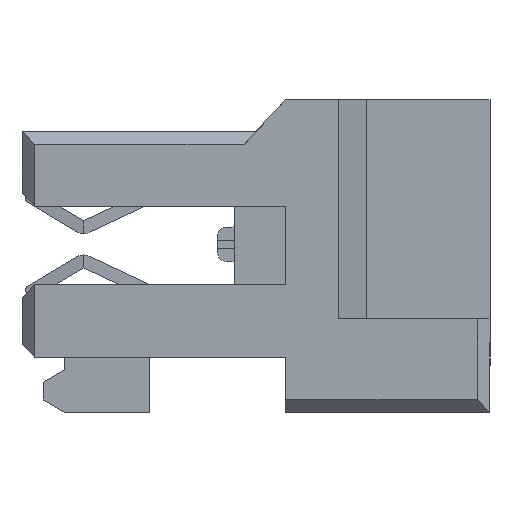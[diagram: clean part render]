
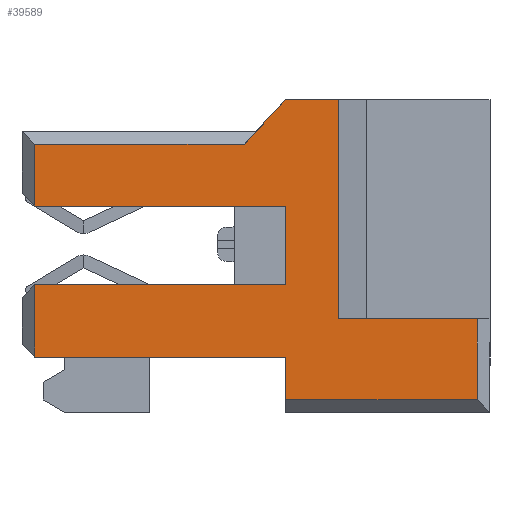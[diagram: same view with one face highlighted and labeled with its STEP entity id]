
A CAD part, left-side view. The second image highlights one B-rep face of the part: STEP entity #39589.
In plain terms, the highlighted face is planar.
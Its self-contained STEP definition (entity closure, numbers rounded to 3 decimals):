
#2910=ORIENTED_EDGE('',*,*,#11568,.T.);
#2911=ORIENTED_EDGE('',*,*,#10857,.T.);
#2912=ORIENTED_EDGE('',*,*,#11574,.T.);
#2913=ORIENTED_EDGE('',*,*,#11575,.T.);
#2914=ORIENTED_EDGE('',*,*,#11023,.T.);
#2915=ORIENTED_EDGE('',*,*,#11018,.T.);
#2916=ORIENTED_EDGE('',*,*,#11561,.T.);
#2917=ORIENTED_EDGE('',*,*,#11576,.T.);
#2918=ORIENTED_EDGE('',*,*,#11577,.T.);
#2919=ORIENTED_EDGE('',*,*,#11578,.T.);
#2920=ORIENTED_EDGE('',*,*,#10853,.T.);
#2921=ORIENTED_EDGE('',*,*,#10850,.T.);
#2922=ORIENTED_EDGE('',*,*,#11566,.T.);
#2923=ORIENTED_EDGE('',*,*,#11579,.T.);
#10850=EDGE_CURVE('',#15283,#15285,#18214,.T.);
#10853=EDGE_CURVE('',#15286,#15283,#18217,.T.);
#10857=EDGE_CURVE('',#15289,#15291,#18221,.T.);
#11018=EDGE_CURVE('',#15410,#15408,#18354,.T.);
#11023=EDGE_CURVE('',#15412,#15410,#18359,.T.);
#11561=EDGE_CURVE('',#15408,#15833,#18858,.T.);
#11566=EDGE_CURVE('',#15285,#15836,#18863,.T.);
#11568=EDGE_CURVE('',#15838,#15289,#18865,.T.);
#11574=EDGE_CURVE('',#15291,#15840,#18871,.T.);
#11575=EDGE_CURVE('',#15840,#15412,#18872,.T.);
#11576=EDGE_CURVE('',#15833,#15841,#18873,.T.);
#11577=EDGE_CURVE('',#15841,#15842,#18874,.T.);
#11578=EDGE_CURVE('',#15842,#15286,#18875,.T.);
#11579=EDGE_CURVE('',#15836,#15838,#18876,.T.);
#15283=VERTEX_POINT('',#52791);
#15285=VERTEX_POINT('',#52795);
#15286=VERTEX_POINT('',#52799);
#15289=VERTEX_POINT('',#52806);
#15291=VERTEX_POINT('',#52810);
#15408=VERTEX_POINT('',#53142);
#15410=VERTEX_POINT('',#53145);
#15412=VERTEX_POINT('',#53151);
#15833=VERTEX_POINT('',#54166);
#15836=VERTEX_POINT('',#54174);
#15838=VERTEX_POINT('',#54180);
#15840=VERTEX_POINT('',#54190);
#15841=VERTEX_POINT('',#54193);
#15842=VERTEX_POINT('',#54195);
#18214=LINE('',#52796,#21598);
#18217=LINE('',#52802,#21601);
#18221=LINE('',#52811,#21605);
#18354=LINE('',#53144,#21738);
#18359=LINE('',#53154,#21743);
#18858=LINE('',#54165,#22242);
#18863=LINE('',#54175,#22247);
#18865=LINE('',#54179,#22249);
#18871=LINE('',#54189,#22255);
#18872=LINE('',#54191,#22256);
#18873=LINE('',#54192,#22257);
#18874=LINE('',#54194,#22258);
#18875=LINE('',#54196,#22259);
#18876=LINE('',#54197,#22260);
#21598=VECTOR('',#43990,1000.);
#21601=VECTOR('',#43995,1000.);
#21605=VECTOR('',#44001,1000.);
#21738=VECTOR('',#44298,1000.);
#21743=VECTOR('',#44305,1000.);
#22242=VECTOR('',#44990,1000.);
#22247=VECTOR('',#44997,1000.);
#22249=VECTOR('',#45001,1000.);
#22255=VECTOR('',#45011,1000.);
#22256=VECTOR('',#45012,1000.);
#22257=VECTOR('',#45013,1000.);
#22258=VECTOR('',#45014,1000.);
#22259=VECTOR('',#45015,1000.);
#22260=VECTOR('',#45016,1000.);
#24842=EDGE_LOOP('',(#2910,#2911,#2912,#2913,#2914,#2915,#2916,#2917,#2918,
#2919,#2920,#2921,#2922,#2923));
#26464=FACE_BOUND('',#24842,.T.);
#28041=PLANE('',#41198);
#39589=ADVANCED_FACE('',(#26464),#28041,.F.);
#41198=AXIS2_PLACEMENT_3D('',#54188,#45009,#45010);
#43990=DIRECTION('',(0.,0.,-1.));
#43995=DIRECTION('',(0.,-1.,0.));
#44001=DIRECTION('',(0.,0.,-1.));
#44298=DIRECTION('',(0.,0.,1.));
#44305=DIRECTION('',(0.,1.,0.));
#44990=DIRECTION('',(0.,-1.,0.));
#44997=DIRECTION('',(0.,1.,0.));
#45001=DIRECTION('',(0.,-1.,0.));
#45009=DIRECTION('',(-1.,0.,0.));
#45010=DIRECTION('',(0.,0.,1.));
#45011=DIRECTION('',(0.,1.,0.));
#45012=DIRECTION('',(0.,0.,-1.));
#45013=DIRECTION('',(0.,0.,1.));
#45014=DIRECTION('',(0.,-1.,0.));
#45015=DIRECTION('',(0.,-0.682,-0.731));
#45016=DIRECTION('',(0.,0.,-1.));
#52791=CARTESIAN_POINT('',(11.25,0.3,2.625));
#52795=CARTESIAN_POINT('',(11.25,0.3,1.175));
#52796=CARTESIAN_POINT('',(11.25,0.3,3.675));
#52799=CARTESIAN_POINT('',(11.25,5.22,2.625));
#52802=CARTESIAN_POINT('',(11.25,11.,2.625));
#52806=CARTESIAN_POINT('',(11.25,0.3,-0.675));
#52810=CARTESIAN_POINT('',(11.25,0.3,-2.375));
#52811=CARTESIAN_POINT('',(11.25,0.3,3.675));
#53142=CARTESIAN_POINT('',(11.25,10.7,-1.475));
#53144=CARTESIAN_POINT('',(11.25,10.7,-1.475));
#53145=CARTESIAN_POINT('',(11.25,10.7,-3.375));
#53151=CARTESIAN_POINT('',(11.25,6.2,-3.375));
#53154=CARTESIAN_POINT('',(11.25,11.,-3.375));
#54165=CARTESIAN_POINT('',(11.25,11.,-1.475));
#54166=CARTESIAN_POINT('',(11.25,7.45,-1.475));
#54174=CARTESIAN_POINT('',(11.25,6.2,1.175));
#54175=CARTESIAN_POINT('',(11.25,0.,1.175));
#54179=CARTESIAN_POINT('',(11.25,6.2,-0.675));
#54180=CARTESIAN_POINT('',(11.25,6.2,-0.675));
#54188=CARTESIAN_POINT('',(11.25,11.,3.675));
#54189=CARTESIAN_POINT('',(11.25,0.,-2.375));
#54190=CARTESIAN_POINT('',(11.25,6.2,-2.375));
#54191=CARTESIAN_POINT('',(11.25,6.2,-2.375));
#54192=CARTESIAN_POINT('',(11.25,7.45,-1.475));
#54193=CARTESIAN_POINT('',(11.25,7.45,3.675));
#54194=CARTESIAN_POINT('',(11.25,11.,3.675));
#54195=CARTESIAN_POINT('',(11.25,6.2,3.675));
#54196=CARTESIAN_POINT('',(11.25,6.2,3.675));
#54197=CARTESIAN_POINT('',(11.25,6.2,1.175));
